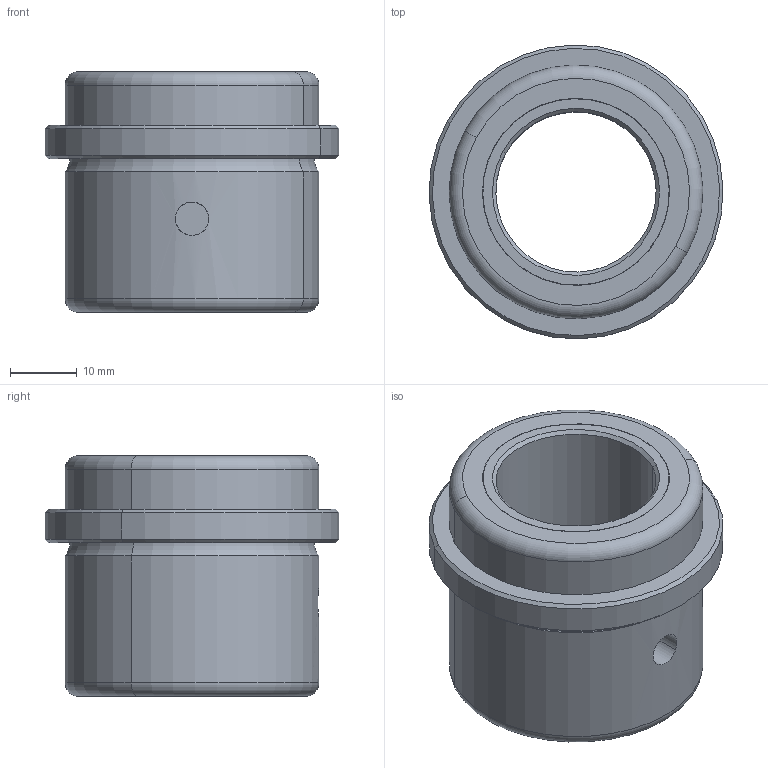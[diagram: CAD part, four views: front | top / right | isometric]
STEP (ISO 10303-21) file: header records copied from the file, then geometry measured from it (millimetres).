
FILE_DESCRIPTION(('CATIA V5 STEP Exchange'),'2;1');
FILE_NAME('RDBB201C.2436.stp','2017-03-07T11:09:57+00:00',('none'),('none'),'CATIA Version 5 Release 19 GA (IN-10)','CATIA V5 STEP AP203','none');
FILE_SCHEMA(('CONFIG_CONTROL_DESIGN'));
Length unit declared in the file: millimetre
Products named in the file (1): RDBB201C.2436
Bounding box: 43.99 x 43.99 x 36 mm (x, y, z)
Volume: 25814.6 mm3; surface area: 15385.5 mm2
Topology: 2 solids, 2 shells, 37 faces, 83 edges, 59 vertices
Faces by surface type: cylinder 16, cone 8, plane 7, torus 6
Entity records: 1056 total; most frequent: CARTESIAN_POINT 236, ORIENTED_EDGE 156, DIRECTION 129, EDGE_CURVE 78, AXIS2_PLACEMENT_3D 77, CIRCLE 50, VERTEX_POINT 48, EDGE_LOOP 46
